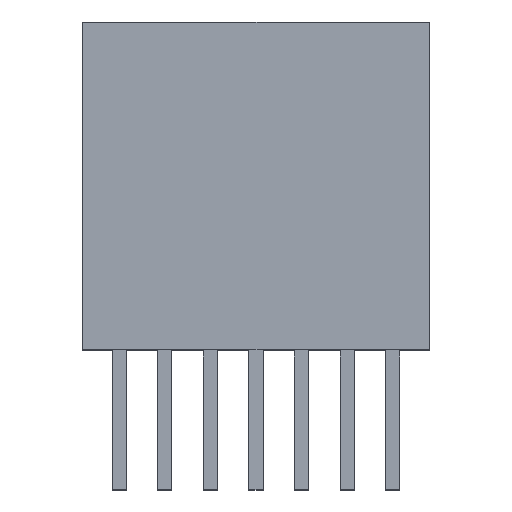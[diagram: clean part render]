
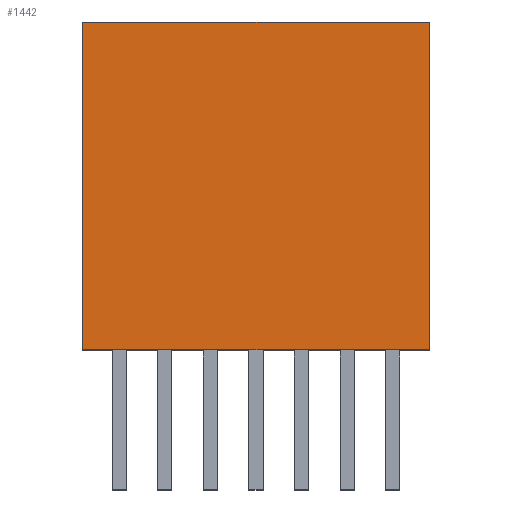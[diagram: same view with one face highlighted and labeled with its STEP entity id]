
A CAD part, top view. The second image highlights one B-rep face of the part: STEP entity #1442.
In plain terms, the highlighted planar face has unit normal (0, 0, 1).
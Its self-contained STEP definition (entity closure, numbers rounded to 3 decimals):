
#88 = VERTEX_POINT ( 'NONE', #2389 ) ;
#102 = ORIENTED_EDGE ( 'NONE', *, *, #2160, .T. ) ;
#336 = CARTESIAN_POINT ( 'NONE',  ( 0., 4.6, 0. ) ) ;
#396 = VERTEX_POINT ( 'NONE', #711 ) ;
#517 = AXIS2_PLACEMENT_3D ( 'NONE', #2461, #1499, #3796 ) ;
#582 = LINE ( 'NONE', #2449, #2999 ) ;
#706 = EDGE_CURVE ( 'NONE', #3000, #3884, #2244, .T. ) ;
#711 = CARTESIAN_POINT ( 'NONE',  ( 0., 0., 0. ) ) ;
#729 = LINE ( 'NONE', #3113, #3369 ) ;
#807 = EDGE_CURVE ( 'NONE', #3884, #88, #729, .T. ) ;
#814 = ORIENTED_EDGE ( 'NONE', *, *, #706, .F. ) ;
#984 = CARTESIAN_POINT ( 'NONE',  ( 4.86, 4.6, 0. ) ) ;
#995 = DIRECTION ( 'NONE',  ( 0., -1., 0. ) ) ;
#1155 = DIRECTION ( 'NONE',  ( 0., -1., 0. ) ) ;
#1162 = DIRECTION ( 'NONE',  ( 1., 0., 0. ) ) ;
#1166 = EDGE_LOOP ( 'NONE', ( #3587, #4219, #814, #102 ) ) ;
#1177 = PLANE ( 'NONE',  #517 ) ;
#1186 = VECTOR ( 'NONE', #4183, 1000. ) ;
#1442 = ADVANCED_FACE ( 'NONE', ( #3721 ), #1177, .F. ) ;
#1499 = DIRECTION ( 'NONE',  ( 0., 0., -1. ) ) ;
#1566 = CARTESIAN_POINT ( 'NONE',  ( 0., 4.6, 0. ) ) ;
#1606 = EDGE_CURVE ( 'NONE', #396, #88, #582, .T. ) ;
#1811 = LINE ( 'NONE', #336, #1911 ) ;
#1911 = VECTOR ( 'NONE', #995, 1000. ) ;
#2160 = EDGE_CURVE ( 'NONE', #3000, #396, #1811, .T. ) ;
#2244 = LINE ( 'NONE', #1566, #1186 ) ;
#2389 = CARTESIAN_POINT ( 'NONE',  ( 4.86, 0., 0. ) ) ;
#2449 = CARTESIAN_POINT ( 'NONE',  ( 0., 0., 0. ) ) ;
#2461 = CARTESIAN_POINT ( 'NONE',  ( 0., 4.6, 0. ) ) ;
#2606 = CARTESIAN_POINT ( 'NONE',  ( 0., 4.6, 0. ) ) ;
#2999 = VECTOR ( 'NONE', #1162, 1000. ) ;
#3000 = VERTEX_POINT ( 'NONE', #2606 ) ;
#3113 = CARTESIAN_POINT ( 'NONE',  ( 4.86, 4.6, 0. ) ) ;
#3369 = VECTOR ( 'NONE', #1155, 1000. ) ;
#3587 = ORIENTED_EDGE ( 'NONE', *, *, #1606, .T. ) ;
#3721 = FACE_OUTER_BOUND ( 'NONE', #1166, .T. ) ;
#3796 = DIRECTION ( 'NONE',  ( -1., 0., 0. ) ) ;
#3884 = VERTEX_POINT ( 'NONE', #984 ) ;
#4183 = DIRECTION ( 'NONE',  ( 1., 0., 0. ) ) ;
#4219 = ORIENTED_EDGE ( 'NONE', *, *, #807, .F. ) ;
